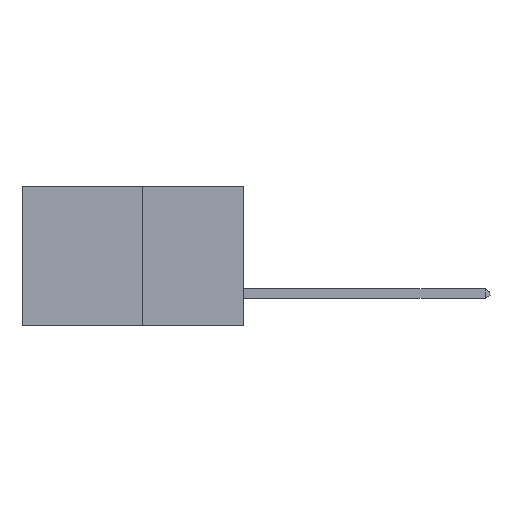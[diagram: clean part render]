
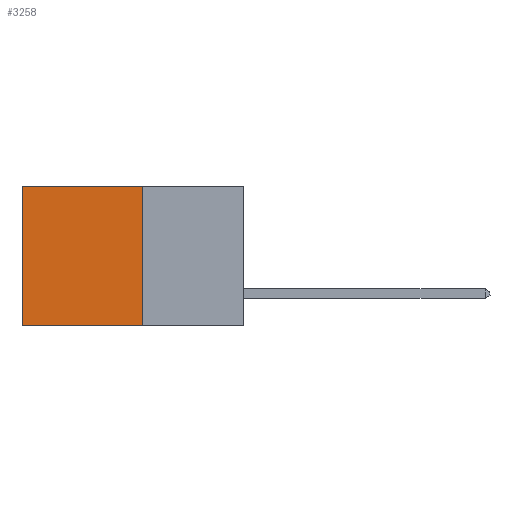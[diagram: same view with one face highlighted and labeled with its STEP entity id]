
A CAD part, left-side view. The second image highlights one B-rep face of the part: STEP entity #3258.
In plain terms, the highlighted planar face has unit normal (-1, 0, 0).
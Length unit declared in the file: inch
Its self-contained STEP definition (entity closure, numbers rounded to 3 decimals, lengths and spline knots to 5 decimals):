
#141 = DIRECTION ( 'NONE',  ( 1., 0., 0. ) ) ;
#207 = CARTESIAN_POINT ( 'NONE',  ( 0.277, 0.59, -0.37 ) ) ;
#530 = ORIENTED_EDGE ( 'NONE', *, *, #3286, .F. ) ;
#636 = PLANE ( 'NONE',  #1864 ) ;
#846 = EDGE_CURVE ( 'NONE', #9050, #2292, #8099, .T. ) ;
#945 = ORIENTED_EDGE ( 'NONE', *, *, #846, .T. ) ;
#1040 = VECTOR ( 'NONE', #2970, 39.37008 ) ;
#1780 = CARTESIAN_POINT ( 'NONE',  ( 0.277, 0.27, -0.37 ) ) ;
#1864 = AXIS2_PLACEMENT_3D ( 'NONE', #7029, #141, #10539 ) ;
#1914 = LINE ( 'NONE', #5153, #8646 ) ;
#2292 = VERTEX_POINT ( 'NONE', #10390 ) ;
#2485 = VERTEX_POINT ( 'NONE', #1780 ) ;
#2970 = DIRECTION ( 'NONE',  ( 0., 0., -1. ) ) ;
#3054 = EDGE_CURVE ( 'NONE', #2485, #5764, #1914, .T. ) ;
#3258 = ADVANCED_FACE ( 'NONE', ( #6961 ), #636, .F. ) ;
#3286 = EDGE_CURVE ( 'NONE', #9050, #2485, #6679, .T. ) ;
#3502 = LINE ( 'NONE', #207, #1040 ) ;
#3798 = CARTESIAN_POINT ( 'NONE',  ( 0.277, 0.59, -0.37 ) ) ;
#3936 = VECTOR ( 'NONE', #5218, 39.37008 ) ;
#4212 = ORIENTED_EDGE ( 'NONE', *, *, #4244, .T. ) ;
#4223 = CARTESIAN_POINT ( 'NONE',  ( 0.277, 0.27, 0. ) ) ;
#4244 = EDGE_CURVE ( 'NONE', #2292, #5764, #3502, .T. ) ;
#5153 = CARTESIAN_POINT ( 'NONE',  ( 0.277, 0.27, -0.37 ) ) ;
#5203 = EDGE_LOOP ( 'NONE', ( #4212, #6122, #530, #945 ) ) ;
#5218 = DIRECTION ( 'NONE',  ( 0., 0., -1. ) ) ;
#5686 = DIRECTION ( 'NONE',  ( 0., 1., 0. ) ) ;
#5764 = VERTEX_POINT ( 'NONE', #3798 ) ;
#6122 = ORIENTED_EDGE ( 'NONE', *, *, #3054, .F. ) ;
#6250 = VECTOR ( 'NONE', #6888, 39.37008 ) ;
#6679 = LINE ( 'NONE', #8644, #3936 ) ;
#6888 = DIRECTION ( 'NONE',  ( 0., 1., 0. ) ) ;
#6961 = FACE_OUTER_BOUND ( 'NONE', #5203, .T. ) ;
#7029 = CARTESIAN_POINT ( 'NONE',  ( 0.277, 0.27, -0.37 ) ) ;
#8099 = LINE ( 'NONE', #4223, #6250 ) ;
#8644 = CARTESIAN_POINT ( 'NONE',  ( 0.277, 0.27, -0.37 ) ) ;
#8646 = VECTOR ( 'NONE', #5686, 39.37008 ) ;
#9050 = VERTEX_POINT ( 'NONE', #10420 ) ;
#10390 = CARTESIAN_POINT ( 'NONE',  ( 0.277, 0.59, 0. ) ) ;
#10420 = CARTESIAN_POINT ( 'NONE',  ( 0.277, 0.27, 0. ) ) ;
#10539 = DIRECTION ( 'NONE',  ( 0., 0., -1. ) ) ;
